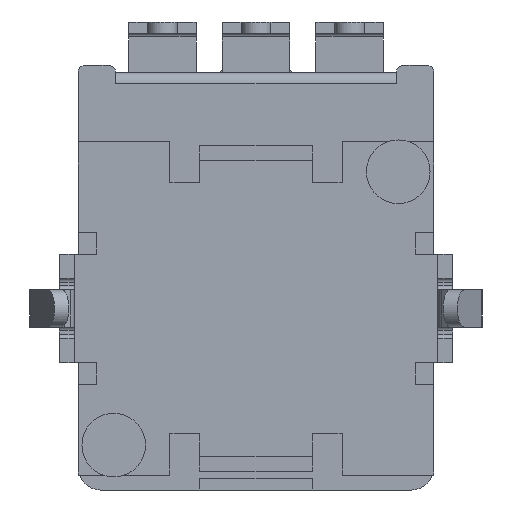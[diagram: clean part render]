
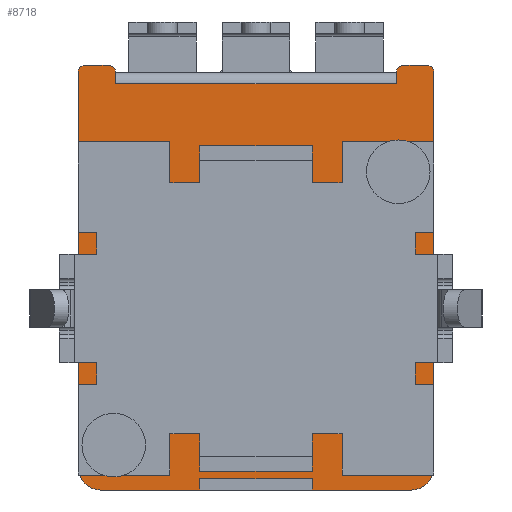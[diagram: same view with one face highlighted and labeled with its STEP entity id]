
A CAD part, front view. The second image highlights one B-rep face of the part: STEP entity #8718.
In plain terms, the highlighted planar face has unit normal (0, -1, 0).
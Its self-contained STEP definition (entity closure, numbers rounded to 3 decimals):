
#8193=CARTESIAN_POINT('',(-4.55,-0.6,6.3));
#8194=DIRECTION('',(0.,-1.,0.));
#8195=DIRECTION('',(0.,0.,1.));
#8196=AXIS2_PLACEMENT_3D('',#8193,#8194,#8195);
#8198=DIRECTION('',(1.,0.,0.));
#8199=VECTOR('',#8198,0.6);
#8200=CARTESIAN_POINT('',(-4.55,-0.6,6.5));
#8201=LINE('',#8200,#8199);
#8202=CARTESIAN_POINT('',(-3.95,-0.6,6.3));
#8203=DIRECTION('',(0.,-1.,0.));
#8204=DIRECTION('',(1.,0.,0.));
#8205=AXIS2_PLACEMENT_3D('',#8202,#8203,#8204);
#8207=DIRECTION('',(-1.,0.,0.));
#8208=VECTOR('',#8207,7.5);
#8209=CARTESIAN_POINT('',(3.75,-0.6,6.));
#8210=LINE('',#8209,#8208);
#8211=CARTESIAN_POINT('',(3.95,-0.6,6.3));
#8212=DIRECTION('',(0.,-1.,0.));
#8213=DIRECTION('',(0.,0.,1.));
#8214=AXIS2_PLACEMENT_3D('',#8211,#8212,#8213);
#8216=DIRECTION('',(1.,0.,0.));
#8217=VECTOR('',#8216,0.6);
#8218=CARTESIAN_POINT('',(3.95,-0.6,6.5));
#8219=LINE('',#8218,#8217);
#8220=CARTESIAN_POINT('',(4.55,-0.6,6.3));
#8221=DIRECTION('',(0.,-1.,0.));
#8222=DIRECTION('',(1.,0.,0.));
#8223=AXIS2_PLACEMENT_3D('',#8220,#8221,#8222);
#8225=DIRECTION('',(0.,0.,-1.));
#8226=VECTOR('',#8225,10.55);
#8227=CARTESIAN_POINT('',(4.75,-0.6,6.3));
#8228=LINE('',#8227,#8226);
#8229=CARTESIAN_POINT('',(4.15,-0.6,-4.25));
#8230=DIRECTION('',(0.,-1.,0.));
#8231=DIRECTION('',(0.,0.,-1.));
#8232=AXIS2_PLACEMENT_3D('',#8229,#8230,#8231);
#8234=DIRECTION('',(-1.,0.,0.));
#8235=VECTOR('',#8234,2.65);
#8236=CARTESIAN_POINT('',(4.15,-0.6,-4.85));
#8237=LINE('',#8236,#8235);
#8238=DIRECTION('',(0.,0.,1.));
#8239=VECTOR('',#8238,0.3);
#8240=CARTESIAN_POINT('',(1.5,-0.6,-4.85));
#8241=LINE('',#8240,#8239);
#8242=DIRECTION('',(1.,0.,0.));
#8243=VECTOR('',#8242,3.);
#8244=CARTESIAN_POINT('',(-1.5,-0.6,-4.55));
#8245=LINE('',#8244,#8243);
#8246=DIRECTION('',(0.,0.,1.));
#8247=VECTOR('',#8246,0.3);
#8248=CARTESIAN_POINT('',(-1.5,-0.6,-4.85));
#8249=LINE('',#8248,#8247);
#8250=DIRECTION('',(-1.,0.,0.));
#8251=VECTOR('',#8250,2.65);
#8252=CARTESIAN_POINT('',(-1.5,-0.6,-4.85));
#8253=LINE('',#8252,#8251);
#8254=CARTESIAN_POINT('',(-4.15,-0.6,-4.25));
#8255=DIRECTION('',(0.,-1.,0.));
#8256=DIRECTION('',(-1.,0.,0.));
#8257=AXIS2_PLACEMENT_3D('',#8254,#8255,#8256);
#8259=DIRECTION('',(0.,0.,1.));
#8260=VECTOR('',#8259,10.55);
#8261=CARTESIAN_POINT('',(-4.75,-0.6,-4.25));
#8262=LINE('',#8261,#8260);
#8263=CARTESIAN_POINT('',(-3.8,-0.6,-3.65));
#8264=DIRECTION('',(0.,-1.,0.));
#8265=DIRECTION('',(1.,0.,0.));
#8266=AXIS2_PLACEMENT_3D('',#8263,#8264,#8265);
#8268=CARTESIAN_POINT('',(-3.8,-0.6,-3.65));
#8269=DIRECTION('',(0.,-1.,0.));
#8270=DIRECTION('',(-1.,0.,0.));
#8271=AXIS2_PLACEMENT_3D('',#8268,#8269,#8270);
#8273=CARTESIAN_POINT('',(3.8,-0.6,3.65));
#8274=DIRECTION('',(0.,-1.,0.));
#8275=DIRECTION('',(1.,0.,0.));
#8276=AXIS2_PLACEMENT_3D('',#8273,#8274,#8275);
#8278=CARTESIAN_POINT('',(3.8,-0.6,3.65));
#8279=DIRECTION('',(0.,-1.,0.));
#8280=DIRECTION('',(-1.,0.,0.));
#8281=AXIS2_PLACEMENT_3D('',#8278,#8279,#8280);
#8307=DIRECTION('',(0.,0.,-1.));
#8308=VECTOR('',#8307,0.3);
#8309=CARTESIAN_POINT('',(3.75,-0.6,6.3));
#8310=LINE('',#8309,#8308);
#8325=DIRECTION('',(0.,0.,1.));
#8326=VECTOR('',#8325,0.3);
#8327=CARTESIAN_POINT('',(-3.75,-0.6,6.));
#8328=LINE('',#8327,#8326);
#8473=CARTESIAN_POINT('',(4.15,-0.6,-4.85));
#8474=CARTESIAN_POINT('',(4.75,-0.6,-4.25));
#8475=VERTEX_POINT('',#8473);
#8476=VERTEX_POINT('',#8474);
#8481=CARTESIAN_POINT('',(-4.75,-0.6,-4.25));
#8482=CARTESIAN_POINT('',(-4.15,-0.6,-4.85));
#8483=VERTEX_POINT('',#8481);
#8484=VERTEX_POINT('',#8482);
#8497=CARTESIAN_POINT('',(-1.5,-0.6,-4.85));
#8498=CARTESIAN_POINT('',(-1.5,-0.6,-4.55));
#8499=VERTEX_POINT('',#8497);
#8500=VERTEX_POINT('',#8498);
#8501=CARTESIAN_POINT('',(1.5,-0.6,-4.55));
#8502=VERTEX_POINT('',#8501);
#8503=CARTESIAN_POINT('',(1.5,-0.6,-4.85));
#8504=VERTEX_POINT('',#8503);
#8505=CARTESIAN_POINT('',(3.75,-0.6,6.));
#8506=CARTESIAN_POINT('',(-3.75,-0.6,6.));
#8507=VERTEX_POINT('',#8505);
#8508=VERTEX_POINT('',#8506);
#8509=CARTESIAN_POINT('',(-4.55,-0.6,6.5));
#8510=CARTESIAN_POINT('',(-4.75,-0.6,6.3));
#8511=VERTEX_POINT('',#8509);
#8512=VERTEX_POINT('',#8510);
#8517=CARTESIAN_POINT('',(-3.75,-0.6,6.3));
#8518=CARTESIAN_POINT('',(-3.95,-0.6,6.5));
#8519=VERTEX_POINT('',#8517);
#8520=VERTEX_POINT('',#8518);
#8527=CARTESIAN_POINT('',(3.95,-0.6,6.5));
#8528=CARTESIAN_POINT('',(3.75,-0.6,6.3));
#8529=VERTEX_POINT('',#8527);
#8530=VERTEX_POINT('',#8528);
#8537=CARTESIAN_POINT('',(4.75,-0.6,6.3));
#8538=CARTESIAN_POINT('',(4.55,-0.6,6.5));
#8539=VERTEX_POINT('',#8537);
#8540=VERTEX_POINT('',#8538);
#8573=CARTESIAN_POINT('',(-3.2,-0.6,-3.65));
#8574=CARTESIAN_POINT('',(-4.4,-0.6,-3.65));
#8575=VERTEX_POINT('',#8573);
#8576=VERTEX_POINT('',#8574);
#8581=CARTESIAN_POINT('',(4.4,-0.6,3.65));
#8582=CARTESIAN_POINT('',(3.2,-0.6,3.65));
#8583=VERTEX_POINT('',#8581);
#8584=VERTEX_POINT('',#8582);
#8664=CARTESIAN_POINT('',(0.,-0.6,0.));
#8665=DIRECTION('',(0.,1.,0.));
#8666=DIRECTION('',(1.,0.,0.));
#8667=AXIS2_PLACEMENT_3D('',#8664,#8665,#8666);
#8668=PLANE('',#8667);
#8669=ORIENTED_EDGE('',*,*,#8654,.F.);
#8671=ORIENTED_EDGE('',*,*,#8670,.T.);
#8673=ORIENTED_EDGE('',*,*,#8672,.F.);
#8675=ORIENTED_EDGE('',*,*,#8674,.F.);
#8677=ORIENTED_EDGE('',*,*,#8676,.F.);
#8679=ORIENTED_EDGE('',*,*,#8678,.F.);
#8681=ORIENTED_EDGE('',*,*,#8680,.F.);
#8683=ORIENTED_EDGE('',*,*,#8682,.T.);
#8685=ORIENTED_EDGE('',*,*,#8684,.F.);
#8687=ORIENTED_EDGE('',*,*,#8686,.T.);
#8689=ORIENTED_EDGE('',*,*,#8688,.F.);
#8691=ORIENTED_EDGE('',*,*,#8690,.T.);
#8693=ORIENTED_EDGE('',*,*,#8692,.T.);
#8695=ORIENTED_EDGE('',*,*,#8694,.F.);
#8697=ORIENTED_EDGE('',*,*,#8696,.F.);
#8699=ORIENTED_EDGE('',*,*,#8698,.T.);
#8701=ORIENTED_EDGE('',*,*,#8700,.F.);
#8703=ORIENTED_EDGE('',*,*,#8702,.T.);
#8704=EDGE_LOOP('',(#8669,#8671,#8673,#8675,#8677,#8679,#8681,#8683,#8685,#8687,
#8689,#8691,#8693,#8695,#8697,#8699,#8701,#8703));
#8705=FACE_OUTER_BOUND('',#8704,.F.);
#8707=ORIENTED_EDGE('',*,*,#8706,.T.);
#8709=ORIENTED_EDGE('',*,*,#8708,.T.);
#8710=EDGE_LOOP('',(#8707,#8709));
#8711=FACE_BOUND('',#8710,.F.);
#8713=ORIENTED_EDGE('',*,*,#8712,.T.);
#8715=ORIENTED_EDGE('',*,*,#8714,.T.);
#8716=EDGE_LOOP('',(#8713,#8715));
#8717=FACE_BOUND('',#8716,.F.);
#8718=ADVANCED_FACE('',(#8705,#8711,#8717),#8668,.F.);
#8197=CIRCLE('',#8196,0.2);
#8206=CIRCLE('',#8205,0.2);
#8215=CIRCLE('',#8214,0.2);
#8224=CIRCLE('',#8223,0.2);
#8233=CIRCLE('',#8232,0.6);
#8258=CIRCLE('',#8257,0.6);
#8267=CIRCLE('',#8266,0.6);
#8272=CIRCLE('',#8271,0.6);
#8277=CIRCLE('',#8276,0.6);
#8282=CIRCLE('',#8281,0.6);
#8654=EDGE_CURVE('',#8511,#8512,#8197,.T.);
#8670=EDGE_CURVE('',#8511,#8520,#8201,.T.);
#8672=EDGE_CURVE('',#8519,#8520,#8206,.T.);
#8674=EDGE_CURVE('',#8508,#8519,#8328,.T.);
#8676=EDGE_CURVE('',#8507,#8508,#8210,.T.);
#8678=EDGE_CURVE('',#8530,#8507,#8310,.T.);
#8680=EDGE_CURVE('',#8529,#8530,#8215,.T.);
#8682=EDGE_CURVE('',#8529,#8540,#8219,.T.);
#8684=EDGE_CURVE('',#8539,#8540,#8224,.T.);
#8686=EDGE_CURVE('',#8539,#8476,#8228,.T.);
#8688=EDGE_CURVE('',#8475,#8476,#8233,.T.);
#8690=EDGE_CURVE('',#8475,#8504,#8237,.T.);
#8692=EDGE_CURVE('',#8504,#8502,#8241,.T.);
#8694=EDGE_CURVE('',#8500,#8502,#8245,.T.);
#8696=EDGE_CURVE('',#8499,#8500,#8249,.T.);
#8698=EDGE_CURVE('',#8499,#8484,#8253,.T.);
#8700=EDGE_CURVE('',#8483,#8484,#8258,.T.);
#8702=EDGE_CURVE('',#8483,#8512,#8262,.T.);
#8706=EDGE_CURVE('',#8575,#8576,#8267,.T.);
#8708=EDGE_CURVE('',#8576,#8575,#8272,.T.);
#8712=EDGE_CURVE('',#8583,#8584,#8277,.T.);
#8714=EDGE_CURVE('',#8584,#8583,#8282,.T.);
